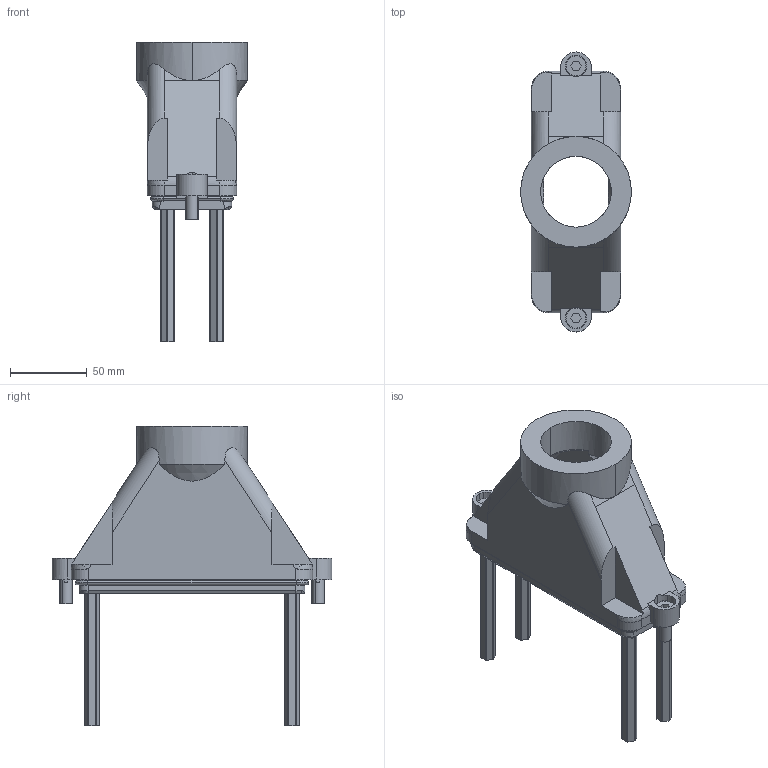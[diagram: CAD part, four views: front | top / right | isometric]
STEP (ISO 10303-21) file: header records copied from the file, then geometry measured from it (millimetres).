
FILE_DESCRIPTION(('CATIA V5 STEP Exchange','CAx-IF Rec.Pracs.--- Model Styling and Organization---1.4--- 2014-01-23'),'2;1');
FILE_NAME ('412886-1_1', '2019-08-23T06:26:21+00:00', ('none'), ('Weidmueller'), 'CATIA Version 5-6 Release 2016 SP3 HF44', 'CATIA V5 STEP AP214', 'none');
FILE_SCHEMA(('AUTOMOTIVE_DESIGN { 1 0 10303 214 1 1 1 1 }'));
Length unit declared in the file: millimetre
Products named in the file (1): 2451460000
Bounding box: 72 x 182 x 195 mm (x, y, z)
Volume: 309733.9 mm3; surface area: 96693.7 mm2
Topology: 8 solids, 8 shells, 364 faces, 948 edges, 598 vertices
Faces by surface type: cylinder 150, plane 144, cone 58, torus 8, sphere 4
Entity records: 10723 total; most frequent: CARTESIAN_POINT 2341, ORIENTED_EDGE 1848, DIRECTION 1332, EDGE_CURVE 924, VERTEX_POINT 598, AXIS2_PLACEMENT_3D 579, VECTOR 524, LINE 524
